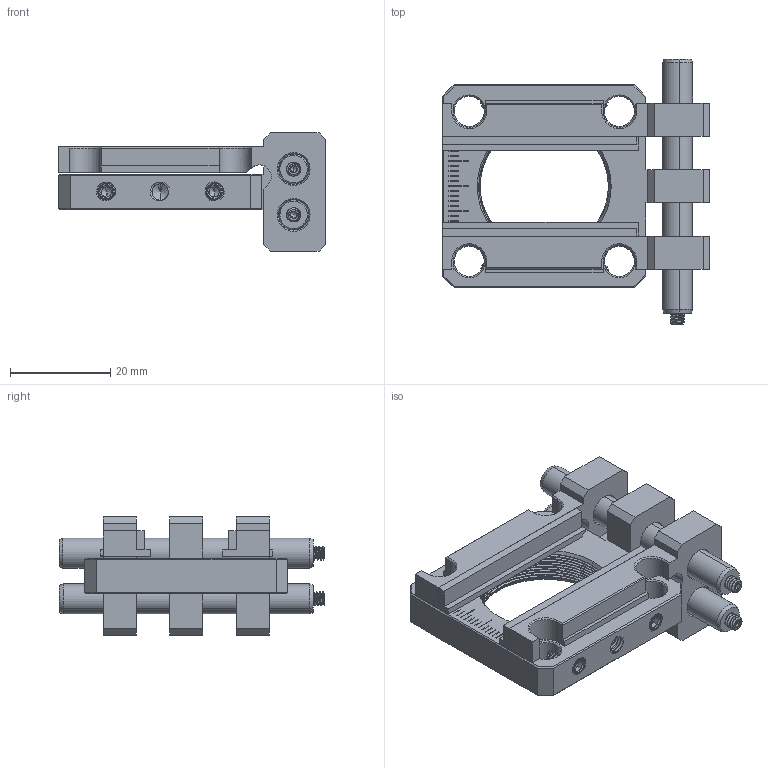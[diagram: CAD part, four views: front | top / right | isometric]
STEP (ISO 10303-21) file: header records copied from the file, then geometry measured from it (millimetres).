
FILE_DESCRIPTION((''),'2;1');
FILE_NAME('CLB30_ASM','2025-04-18T15:19:36',('R&D'),(''),'CREO PARAMETRIC BY PTC INC, 2021063','CREO PARAMETRIC BY PTC INC, 2021063','');
FILE_SCHEMA(('CONFIG_CONTROL_DESIGN'));
Products named in the file (21): CLB30-A2; CLB30-A3; CLB30-A4; CLB30-A5; CLB30-A6; CLB30-A8; CLB30-A9; CLB30-B1; CLB30-B2; CLB30-B3; CLB30-B4; CLB30-B5; CLB30-B6; CLB30-B7; CLB30-B8; CLB30-B9; CLB30-C1; CLB30-C2; CLB30-C3; CLB30-A1_ASM; CLB30_ASM
Assembly tree (20 placements, depth 3):
  CLB30_ASM
    CLB30-A1_ASM
      CLB30-A2
      CLB30-A3
      CLB30-A4
      CLB30-A5
      CLB30-A6
      CLB30-A8
      CLB30-A9
      CLB30-B1
      CLB30-B2
      CLB30-B3
      CLB30-B4
      CLB30-B5
      CLB30-B6
      CLB30-B7
      CLB30-B8
      CLB30-B9
      CLB30-C1
      CLB30-C2
      CLB30-C3
Bounding box: 53.34 x 53.12 x 23.62 mm (x, y, z)
Volume: 16772.8 mm3; surface area: 15796.9 mm2
Topology: 19 solids, 19 shells, 1318 faces, 3689 edges, 2378 vertices
Faces by surface type: cylinder 420, bspline 332, plane 318, cone 228, torus 20
Entity records: 162244 total; most frequent: CARTESIAN_POINT 132307, ORIENTED_EDGE 7222, DIRECTION 4388, EDGE_CURVE 3611, VERTEX_POINT 2378, B_SPLINE_CURVE_WITH_KNOTS 1779, AXIS2_PLACEMENT_3D 1510, EDGE_LOOP 1419
